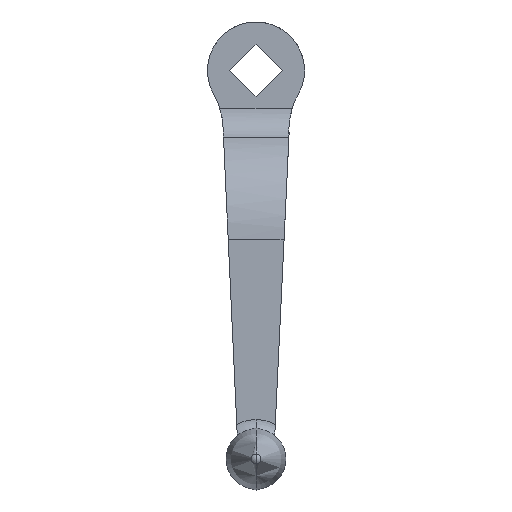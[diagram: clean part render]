
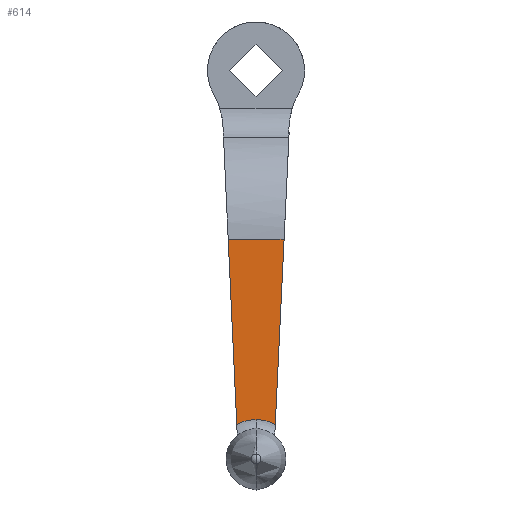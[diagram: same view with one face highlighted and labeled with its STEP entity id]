
A CAD part, front view. The second image highlights one B-rep face of the part: STEP entity #614.
In plain terms, the highlighted planar face has unit normal (0, -1, 0).
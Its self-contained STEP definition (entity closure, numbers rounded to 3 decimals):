
#264=EDGE_CURVE('',#278,#548,#696,.T.);
#268=EDGE_CURVE('',#278,#352,#700,.T.);
#278=VERTEX_POINT('',#710);
#342=EDGE_CURVE('',#580,#352,#776,.T.);
#352=VERTEX_POINT('',#786);
#360=VERTEX_POINT('',#796);
#546=EDGE_CURVE('',#548,#360,#1010,.T.);
#548=VERTEX_POINT('',#1012);
#568=EDGE_CURVE('',#580,#360,#1032,.T.);
#580=VERTEX_POINT('',#1045);
#614=ADVANCED_FACE('',(#1083),#1084,.F.);
#696=CIRCLE('',#1184,20.333);
#700=LINE('',#1190,#1191);
#710=CARTESIAN_POINT('',(-9.91,-88.0,-182.245));
#776=LINE('',#1299,#1300);
#786=CARTESIAN_POINT('',(-14.307,-88.0,-86.974));
#796=CARTESIAN_POINT('',(9.921,-88.0,-182.251));
#1010=CIRCLE('',#1675,20.333);
#1012=CARTESIAN_POINT('',(0.,-88.0,-179.667));
#1032=LINE('',#1727,#1728);
#1045=CARTESIAN_POINT('',(14.441,-88.0,-86.974));
#1083=FACE_OUTER_BOUND('',#1818,.T.);
#1084=PLANE('',#1819);
#1184=AXIS2_PLACEMENT_3D('',#1949,#1950,#1951);
#1190=CARTESIAN_POINT('',(-12.548,-88.0,-125.09));
#1191=VECTOR('',#1955,1.0);
#1299=CARTESIAN_POINT('',(0.,-88.0,-86.974));
#1300=VECTOR('',#2014,1.0);
#1675=AXIS2_PLACEMENT_3D('',#2336,#2337,#2338);
#1727=CARTESIAN_POINT('',(16.382,-88.0,-46.059));
#1728=VECTOR('',#2348,1.0);
#1818=EDGE_LOOP('',(#2417,#2418,#2419,#2420,#2421));
#1819=AXIS2_PLACEMENT_3D('',#2422,#2423,#2424);
#1949=CARTESIAN_POINT('',(0.,-88.0,-200.0));
#1950=DIRECTION('',(-0.0,1.0,0.0));
#1951=DIRECTION('',(0.,0.0,1.0));
#1955=DIRECTION('',(-0.046,0.0,0.999));
#2014=DIRECTION('',(-1.0,0.,0.));
#2336=CARTESIAN_POINT('',(0.,-88.0,-200.0));
#2337=DIRECTION('',(-0.0,1.0,0.0));
#2338=DIRECTION('',(0.,0.0,1.0));
#2348=DIRECTION('',(-0.047,0.0,-0.999));
#2417=ORIENTED_EDGE('',*,*,#268,.F.);
#2418=ORIENTED_EDGE('',*,*,#264,.T.);
#2419=ORIENTED_EDGE('',*,*,#546,.T.);
#2420=ORIENTED_EDGE('',*,*,#568,.F.);
#2421=ORIENTED_EDGE('',*,*,#342,.T.);
#2422=CARTESIAN_POINT('',(0.,-88.0,-58.333));
#2423=DIRECTION('',(-0.0,1.0,0.0));
#2424=DIRECTION('',(0.,0.0,1.0));
